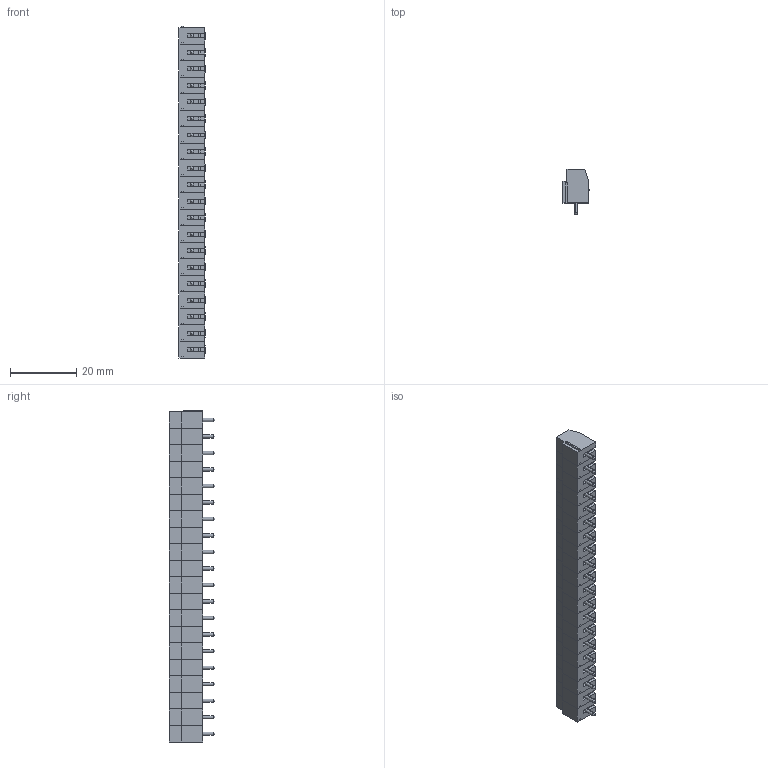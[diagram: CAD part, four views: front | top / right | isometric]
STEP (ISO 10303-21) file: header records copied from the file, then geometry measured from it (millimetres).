
FILE_DESCRIPTION (( 'STEP AP214' ), '1' );
FILE_NAME ('TBLOCK-20PIN-5mm pitch.STEP', '2020-06-29T08:29:25', ( '' ), ( '' ), 'SwSTEP 2.0', 'SolidWorks 2018', '' );
FILE_SCHEMA (( 'AUTOMOTIVE_DESIGN' ));
Length unit declared in the file: millimetre
Products named in the file (4): Inner; Screw; Outter; TBLOCK-20PIN-5mm pitch
Assembly tree (60 placements, depth 2):
  TBLOCK-20PIN-5mm pitch
    Outter  x20
    Screw  x20
    Inner  x20
Bounding box: 7.87 x 13.75 x 100.5 mm (x, y, z)
Volume: 5630.2 mm3; surface area: 14926.8 mm2
Topology: 60 solids, 60 shells, 3300 faces, 8280 edges, 4940 vertices
Faces by surface type: plane 1340, cylinder 860, bspline 560, torus 260, sphere 220, cone 60
Entity records: 6013 total; most frequent: CARTESIAN_POINT 1806, DIRECTION 845, ORIENTED_EDGE 802, EDGE_CURVE 401, AXIS2_PLACEMENT_3D 324, VERTEX_POINT 245, VECTOR 197, LINE 197
